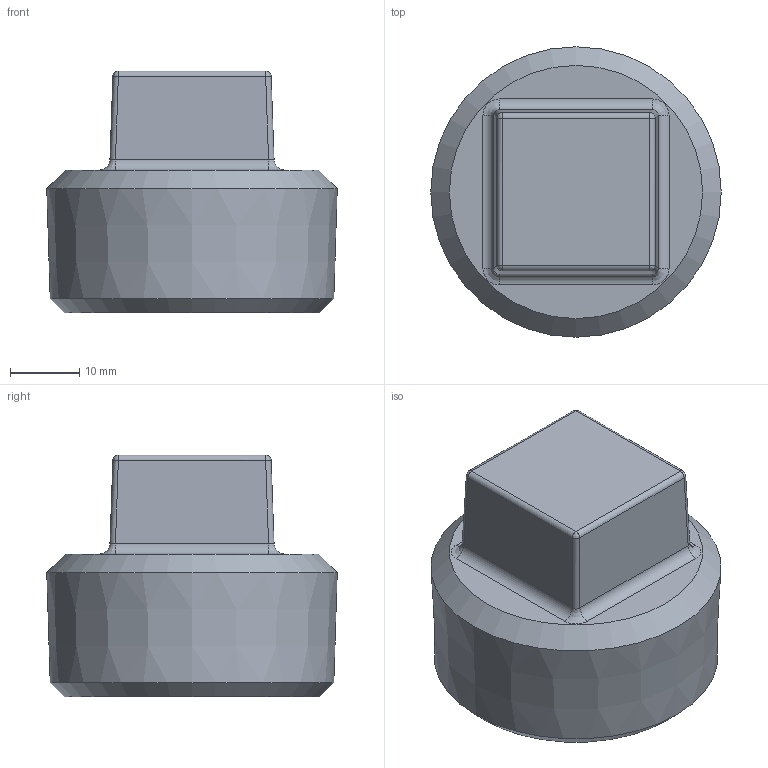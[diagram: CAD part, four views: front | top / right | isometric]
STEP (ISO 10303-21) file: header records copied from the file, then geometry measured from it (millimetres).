
FILE_DESCRIPTION(/* description */ (''),/* implementation_level */ '2;1');
FILE_NAME(/* name */ 'CUPX-4.stp',/* time_stamp */ '2021-03-01T22:32:30+05:00',/* author */ ('lsugumaran'),/* organization */ (''),/* preprocessor_version */ 'ST-DEVELOPER v18',/* originating_system */ 'Autodesk Inventor 2020',/* authorisation */ '');
FILE_SCHEMA (('AUTOMOTIVE_DESIGN { 1 0 10303 214 3 1 1 }'));
Length unit declared in the file: inch
Products named in the file (1): 11768
Bounding box: 41.96 x 41.96 x 34.92 mm (x, y, z)
Volume: 25360.9 mm3; surface area: 7634.2 mm2
Topology: 1 solids, 1 shells, 41 faces, 96 edges, 57 vertices
Faces by surface type: cylinder 12, plane 10, bspline 9, cone 6, torus 4
Entity records: 1706 total; most frequent: CARTESIAN_POINT 719, DIRECTION 220, ORIENTED_EDGE 184, AXIS2_PLACEMENT_3D 95, EDGE_CURVE 92, VERTEX_POINT 57, CIRCLE 46, EDGE_LOOP 45
